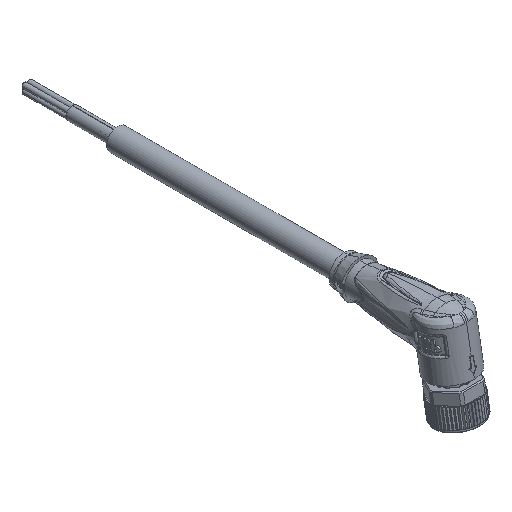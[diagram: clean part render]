
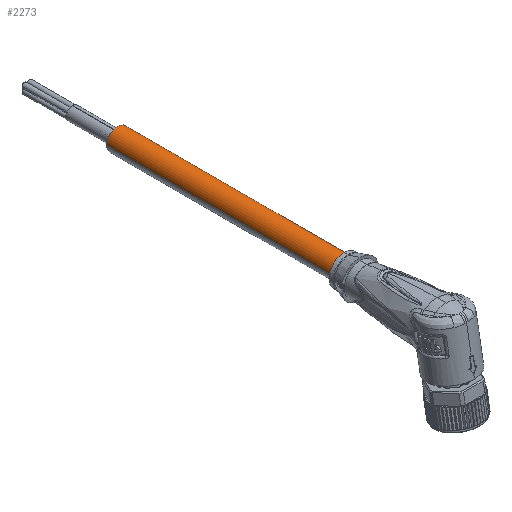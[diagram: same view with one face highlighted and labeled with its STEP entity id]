
A CAD part, isometric view. The second image highlights one B-rep face of the part: STEP entity #2273.
In plain terms, the highlighted cylindrical face has radius 2.4 mm (diameter 4.8 mm), a partial arc.
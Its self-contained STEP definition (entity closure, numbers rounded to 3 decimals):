
#2273=ADVANCED_FACE('',(#6466),#6467,.T.);
#6466=FACE_OUTER_BOUND('',#12248,.T.);
#6467=CYLINDRICAL_SURFACE('',#12249,2.4);
#12248=EDGE_LOOP('',(#65236,#65237,#65238,#65239));
#12249=AXIS2_PLACEMENT_3D('',#65240,#65241,#65242);
#65236=ORIENTED_EDGE('',*,*,#75049,.T.);
#65237=ORIENTED_EDGE('',*,*,#75054,.F.);
#65238=ORIENTED_EDGE('',*,*,#75051,.T.);
#65239=ORIENTED_EDGE('',*,*,#75055,.F.);
#65240=CARTESIAN_POINT('',(0.0,47.5,0.0));
#65241=DIRECTION('',(-0.0,1.0,0.0));
#65242=DIRECTION('',(1.0,0.0,0.0));
#75049=EDGE_CURVE('',#77446,#77447,#77448,.T.);
#75051=EDGE_CURVE('',#77451,#77449,#77452,.T.);
#75054=EDGE_CURVE('',#77451,#77447,#77455,.T.);
#75055=EDGE_CURVE('',#77446,#77449,#77456,.T.);
#77446=VERTEX_POINT('',#80708);
#77447=VERTEX_POINT('',#80709);
#77448=LINE('',#80710,#80711);
#77449=VERTEX_POINT('',#80712);
#77451=VERTEX_POINT('',#80714);
#77452=LINE('',#80715,#80716);
#77455=CIRCLE('',#80719,2.4);
#77456=CIRCLE('',#80720,2.4);
#80708=CARTESIAN_POINT('',(2.4,22.5,0.0));
#80709=CARTESIAN_POINT('',(2.4,72.5,0.0));
#80710=CARTESIAN_POINT('',(2.4,47.5,0.));
#80711=VECTOR('',#88832,1.0);
#80712=CARTESIAN_POINT('',(-2.4,22.5,0.));
#80714=CARTESIAN_POINT('',(-2.4,72.5,0.));
#80715=CARTESIAN_POINT('',(-2.4,47.5,0.));
#80716=VECTOR('',#88836,1.0);
#80719=AXIS2_PLACEMENT_3D('',#88840,#88841,#88842);
#80720=AXIS2_PLACEMENT_3D('',#88843,#88844,#88845);
#88832=DIRECTION('',(0.0,1.0,0.0));
#88836=DIRECTION('',(-0.0,-1.0,-0.0));
#88840=CARTESIAN_POINT('',(0.0,72.5,0.0));
#88841=DIRECTION('',(-0.0,1.0,0.0));
#88842=DIRECTION('',(1.0,0.0,0.0));
#88843=CARTESIAN_POINT('',(0.0,22.5,0.0));
#88844=DIRECTION('',(0.0,-1.0,0.0));
#88845=DIRECTION('',(1.0,0.0,0.0));
